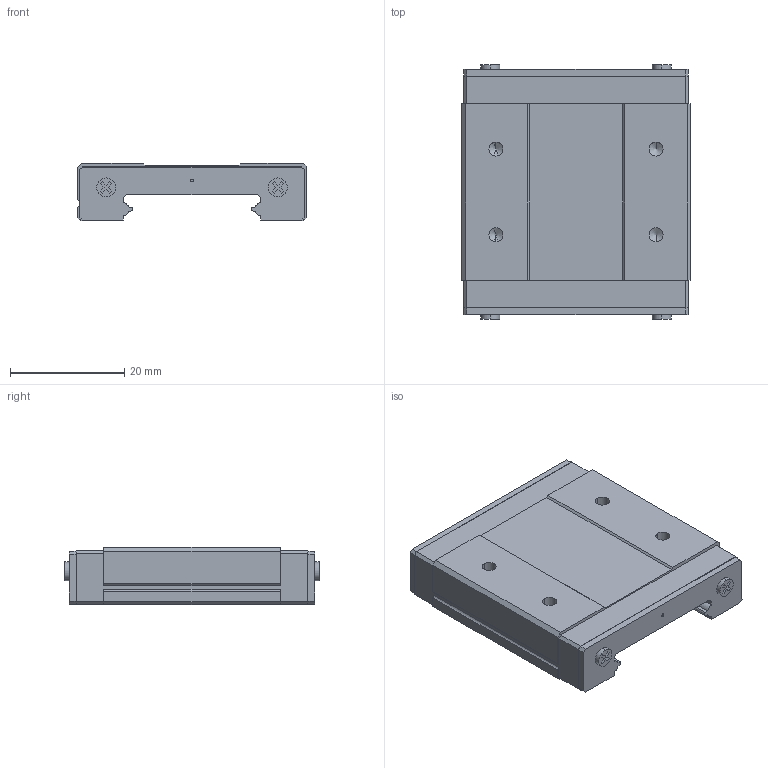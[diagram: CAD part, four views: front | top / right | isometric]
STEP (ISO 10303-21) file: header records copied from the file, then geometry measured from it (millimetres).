
FILE_DESCRIPTION (( 'STEP AP203' ), '1' );
FILE_NAME ('MB12NUUG0.step', '2021-02-18T17:45:11', ( '' ), ( '' ), 'SwSTEP 2.0', 'SolidWorks 2019', '' );
FILE_SCHEMA (( 'CONFIG_CONTROL_DESIGN' ));
Length unit declared in the file: millimetre
Products named in the file (1): MB12NUUG0
Bounding box: 40 x 44.5 x 10 mm (x, y, z)
Volume: 12105.1 mm3; surface area: 5501.6 mm2
Topology: 1 solids, 1 shells, 158 faces, 430 edges, 280 vertices
Faces by surface type: plane 120, cylinder 30, cone 8
Entity records: 4951 total; most frequent: CARTESIAN_POINT 861, ORIENTED_EDGE 844, DIRECTION 800, EDGE_CURVE 422, VECTOR 362, LINE 362, VERTEX_POINT 280, AXIS2_PLACEMENT_3D 219
